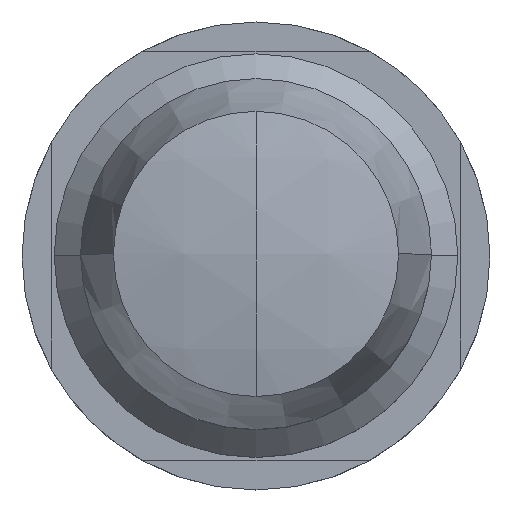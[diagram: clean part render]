
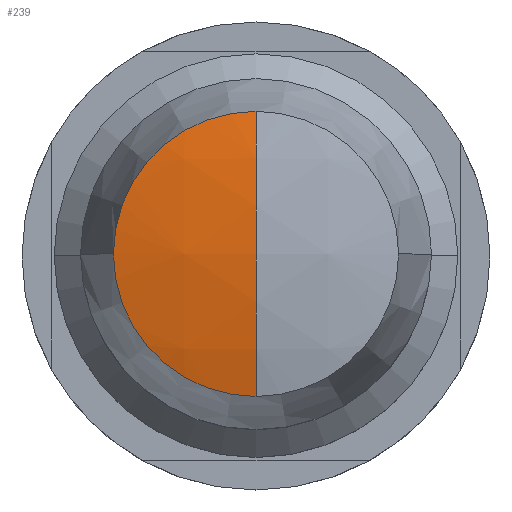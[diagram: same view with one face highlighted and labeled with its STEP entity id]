
A CAD part, top view. The second image highlights one B-rep face of the part: STEP entity #239.
In plain terms, the highlighted spherical face has radius 5 mm.
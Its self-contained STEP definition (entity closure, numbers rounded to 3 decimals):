
#80 = AXIS2_PLACEMENT_3D ( 'NONE', #3412, #1498, #3726 ) ;
#203 = ORIENTED_EDGE ( 'NONE', *, *, #1505, .F. ) ;
#239 = ADVANCED_FACE ( 'NONE', ( #3288 ), #533, .T. ) ;
#247 = CARTESIAN_POINT ( 'NONE',  ( 0., 0., 3.5 ) ) ;
#446 = CIRCLE ( 'NONE', #3268, 5. ) ;
#533 = SPHERICAL_SURFACE ( 'NONE', #1335, 5. ) ;
#582 = DIRECTION ( 'NONE',  ( 0., -1., 0. ) ) ;
#700 = VERTEX_POINT ( 'NONE', #1455 ) ;
#862 = CARTESIAN_POINT ( 'NONE',  ( 0., 1.219, 8.349 ) ) ;
#886 = DIRECTION ( 'NONE',  ( 1., 0., 0. ) ) ;
#1281 = DIRECTION ( 'NONE',  ( 0., 1., 0. ) ) ;
#1335 = AXIS2_PLACEMENT_3D ( 'NONE', #3276, #3187, #1281 ) ;
#1455 = CARTESIAN_POINT ( 'NONE',  ( 0., -1.219, 8.349 ) ) ;
#1478 = VERTEX_POINT ( 'NONE', #862 ) ;
#1498 = DIRECTION ( 'NONE',  ( 0., 0., 1. ) ) ;
#1505 = EDGE_CURVE ( 'NONE', #1478, #3568, #446, .T. ) ;
#1543 = EDGE_CURVE ( 'NONE', #700, #3568, #2592, .T. ) ;
#1647 = CARTESIAN_POINT ( 'NONE',  ( 0., 0., 8.349 ) ) ;
#1957 = DIRECTION ( 'NONE',  ( 1., 0., 0. ) ) ;
#2059 = EDGE_CURVE ( 'NONE', #3384, #700, #3395, .T. ) ;
#2153 = AXIS2_PLACEMENT_3D ( 'NONE', #247, #2490, #582 ) ;
#2344 = EDGE_LOOP ( 'NONE', ( #4086, #4066, #3835, #203 ) ) ;
#2490 = DIRECTION ( 'NONE',  ( -1., 0., 0. ) ) ;
#2592 = CIRCLE ( 'NONE', #2153, 5. ) ;
#2593 = AXIS2_PLACEMENT_3D ( 'NONE', #1647, #3875, #1957 ) ;
#2793 = CARTESIAN_POINT ( 'NONE',  ( 0., 0., 3.5 ) ) ;
#2919 = CARTESIAN_POINT ( 'NONE',  ( 0., 0., 8.5 ) ) ;
#3103 = DIRECTION ( 'NONE',  ( 0., 0., -1. ) ) ;
#3187 = DIRECTION ( 'NONE',  ( -1., 0., 0. ) ) ;
#3268 = AXIS2_PLACEMENT_3D ( 'NONE', #2793, #886, #3103 ) ;
#3276 = CARTESIAN_POINT ( 'NONE',  ( 0., 0., 3.5 ) ) ;
#3288 = FACE_OUTER_BOUND ( 'NONE', #2344, .T. ) ;
#3384 = VERTEX_POINT ( 'NONE', #3565 ) ;
#3395 = CIRCLE ( 'NONE', #80, 1.219 ) ;
#3412 = CARTESIAN_POINT ( 'NONE',  ( 0., 0., 8.349 ) ) ;
#3437 = CIRCLE ( 'NONE', #2593, 1.219 ) ;
#3565 = CARTESIAN_POINT ( 'NONE',  ( -1.219, 0., 8.349 ) ) ;
#3568 = VERTEX_POINT ( 'NONE', #2919 ) ;
#3726 = DIRECTION ( 'NONE',  ( 1., 0., 0. ) ) ;
#3793 = EDGE_CURVE ( 'NONE', #1478, #3384, #3437, .T. ) ;
#3835 = ORIENTED_EDGE ( 'NONE', *, *, #1543, .T. ) ;
#3875 = DIRECTION ( 'NONE',  ( 0., 0., 1. ) ) ;
#4066 = ORIENTED_EDGE ( 'NONE', *, *, #2059, .T. ) ;
#4086 = ORIENTED_EDGE ( 'NONE', *, *, #3793, .T. ) ;
